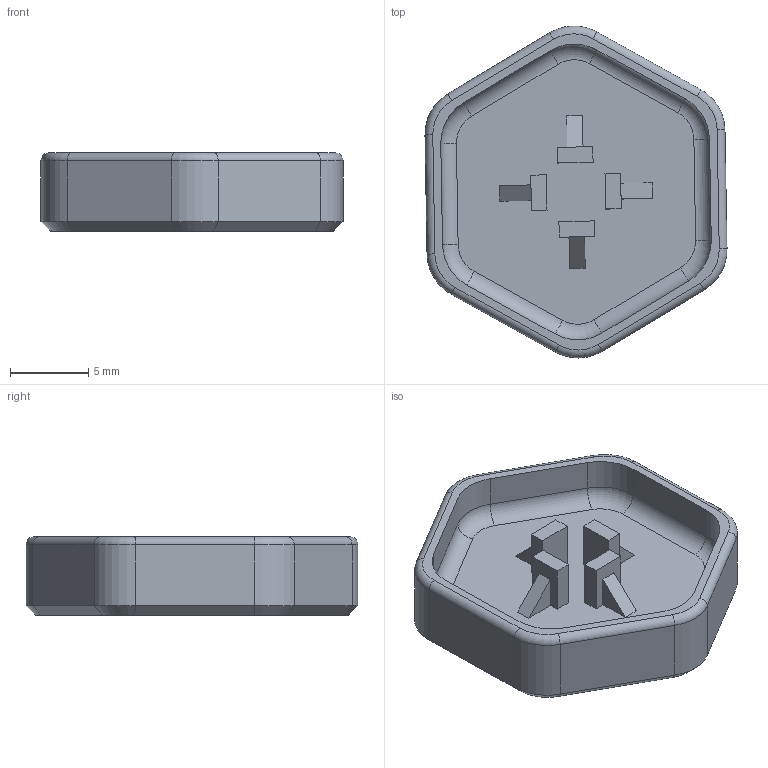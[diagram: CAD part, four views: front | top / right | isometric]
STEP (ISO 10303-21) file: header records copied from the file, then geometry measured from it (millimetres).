
FILE_DESCRIPTION(/* description */ (''),/* implementation_level */ '2;1');
FILE_NAME(/* name */ 'cover-empty-new.stp',/* time_stamp */ '2021-10-09T18:16:12+01:00',/* author */ ('james'),/* organization */ (''),/* preprocessor_version */ 'ST-DEVELOPER v18.1',/* originating_system */ 'Autodesk Inventor 2020',/* authorisation */ '');
FILE_SCHEMA (('AUTOMOTIVE_DESIGN { 1 0 10303 214 3 1 1 }'));
Length unit declared in the file: millimetre
Products named in the file (1): cover-empty
Bounding box: 19.33 x 21.24 x 5 mm (x, y, z)
Volume: 854.1 mm3; surface area: 1155.5 mm2
Topology: 1 solids, 1 shells, 95 faces, 228 edges, 140 vertices
Faces by surface type: plane 53, cylinder 24, torus 12, cone 6
Entity records: 2770 total; most frequent: DIRECTION 486, CARTESIAN_POINT 464, ORIENTED_EDGE 456, EDGE_CURVE 228, LINE 162, VECTOR 162, AXIS2_PLACEMENT_3D 162, VERTEX_POINT 140
